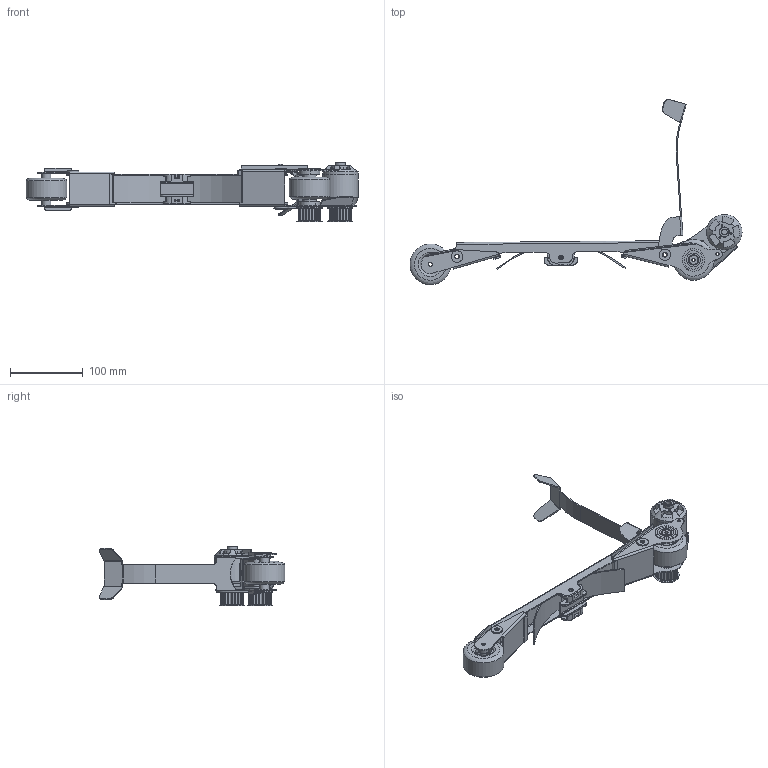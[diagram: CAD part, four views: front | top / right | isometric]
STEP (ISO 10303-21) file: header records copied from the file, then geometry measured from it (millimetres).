
FILE_DESCRIPTION(/* description */ ('Unknown'),/* implementation_level */ '2;1');
FILE_NAME(/* name */ 'roller-asm',/* time_stamp */ '2023-02-16T18:33:06-06:00',/* author */ ('Unknown'),/* organization */ ('Unknown'),/* preprocessor_version */ 'ST-DEVELOPER v18.102',/* originating_system */ 'Solid Edge',/* authorisation */ 'Unknown');
FILE_SCHEMA (('AUTOMOTIVE_DESIGN {1 0 10303 214 3 1 1}'));
Length unit declared in the file: millimetre
Products named in the file (33): roller-asm; 10-32nuut; rollerblade-redo2; rollerblade-motor-mount; skateboard-wheel; rollerblade-front; gates-other; REV-21-1916; washer; 10-32-2.5in; wheelhub; wheelthingie; wheelthingie2; gates_P20-5M-15AL; spacer; Turnigy_Aerodrive_SK3_v4; rollerblade-ankle-support; skatebearing; 608RS_sldprt; otherspacer; yet-another-spacer; spring; arduino mount; Nano33BLE
Assembly tree (45 placements, depth 3):
  roller-asm
    10-32nuut
    rollerblade-redo2
    rollerblade-motor-mount
    skateboard-wheel  x2
    rollerblade-front
    gates-other
    REV-21-1916  x2
    10-32nuut
    washer  x10
    10-32-2.5in
    wheelhub
      wheelthingie
      wheelthingie2
    gates_P20-5M-15AL
    spacer  x2
    Turnigy_Aerodrive_SK3_v4
    rollerblade-ankle-support
    skatebearing
      608RS_sldprt
    608RS_sldprt
    otherspacer
    10-32-2.5in
    yet-another-spacer  x2
    10-32-2.5in
    10-32nuut
    10-32nuut
    10-32nuut
    10-32-2.5in
    10-32nuut
    spring
    arduino mount
    Nano33BLE
Bounding box: 456.26 x 254.75 x 81.99 mm (x, y, z)
Volume: 294470.7 mm3; surface area: 208145.2 mm2
Topology: 32 solids, 32 shells, 1017 faces, 2540 edges, 1603 vertices
Faces by surface type: cylinder 506, plane 388, cone 59, torus 36, bspline 28
Full cylindrical faces by diameter (mm): 2.083 x2, 2.529 x3, 3.332 x4, 4.366 x2, 4.496 x2, 4.5 x4, 5.613 x11, 6 x1, 6.35 x7, 6.401 x10, 8 x5, 8.246 x4, 8.255 x1, 9.525 x2, 12.7 x5, 14 x1, 15 x1, 15.85 x10, 18 x2, 19.05 x2, 22 x6, 27 x2, 28.55 x2, 46.7 x1, 48.7 x2, 56 x2
Entity records: 29821 total; most frequent: CARTESIAN_POINT 6212, DIRECTION 5012, ORIENTED_EDGE 4626, EDGE_CURVE 2313, AXIS2_PLACEMENT_3D 1955, VERTEX_POINT 1490, EDGE_LOOP 1115, FACE_BOUND 1115
